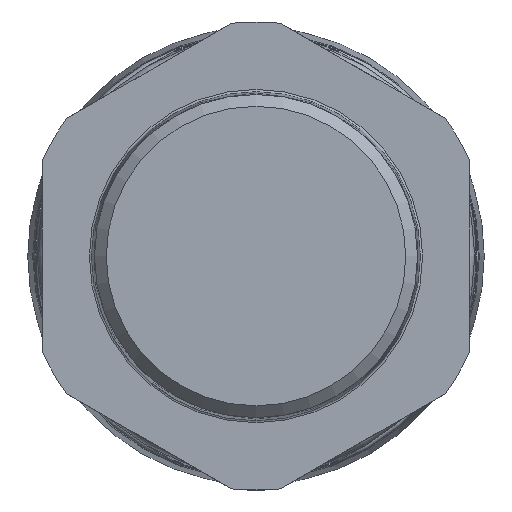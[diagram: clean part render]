
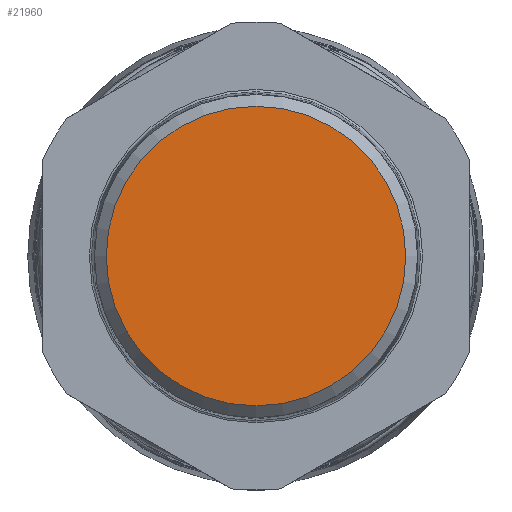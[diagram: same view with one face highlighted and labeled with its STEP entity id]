
A CAD part, left-side view. The second image highlights one B-rep face of the part: STEP entity #21960.
In plain terms, the highlighted planar face has unit normal (-1, 0, 0).
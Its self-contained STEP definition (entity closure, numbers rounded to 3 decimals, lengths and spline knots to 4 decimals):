
#1683=CIRCLE('',#23834,1.3099);
#1684=CIRCLE('',#23835,1.3099);
#3060=FACE_OUTER_BOUND('',#4273,.T.);
#4273=EDGE_LOOP('',(#19052,#19053));
#9485=VERTEX_POINT('',#46139);
#9486=VERTEX_POINT('',#46140);
#12686=EDGE_CURVE('',#9485,#9486,#1683,.T.);
#12687=EDGE_CURVE('',#9486,#9485,#1684,.T.);
#19052=ORIENTED_EDGE('',*,*,#12686,.T.);
#19053=ORIENTED_EDGE('',*,*,#12687,.T.);
#19688=PLANE('',#23833);
#21960=ADVANCED_FACE('',(#3060),#19688,.T.);
#23833=AXIS2_PLACEMENT_3D('',#46138,#28525,#28526);
#23834=AXIS2_PLACEMENT_3D('',#46141,#28527,#28528);
#23835=AXIS2_PLACEMENT_3D('',#46142,#28529,#28530);
#28525=DIRECTION('center_axis',(-1.,0.,0.));
#28526=DIRECTION('ref_axis',(0.,0.,
-1.));
#28527=DIRECTION('center_axis',(-1.,0.,0.));
#28528=DIRECTION('ref_axis',(0.,0.,
1.));
#28529=DIRECTION('center_axis',(-1.,0.,0.));
#28530=DIRECTION('ref_axis',(0.,0.,
1.));
#46138=CARTESIAN_POINT('Origin',(-4.1782,0.,
1.41));
#46139=CARTESIAN_POINT('',(-4.1782,0.,1.3099));
#46140=CARTESIAN_POINT('',(-4.1782,0.,-1.3099));
#46141=CARTESIAN_POINT('Origin',(-4.1782,0.,
0.));
#46142=CARTESIAN_POINT('Origin',(-4.1782,0.,
0.));
